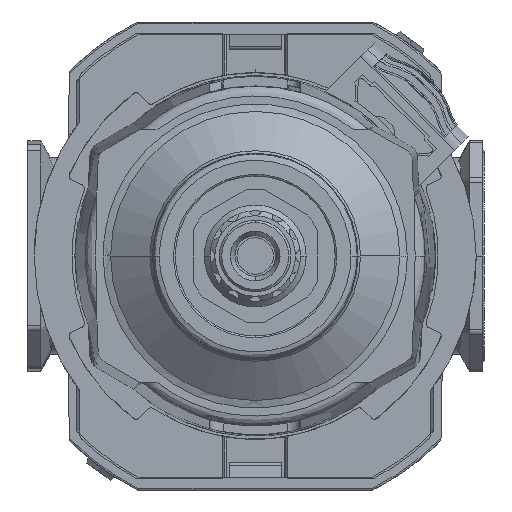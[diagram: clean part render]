
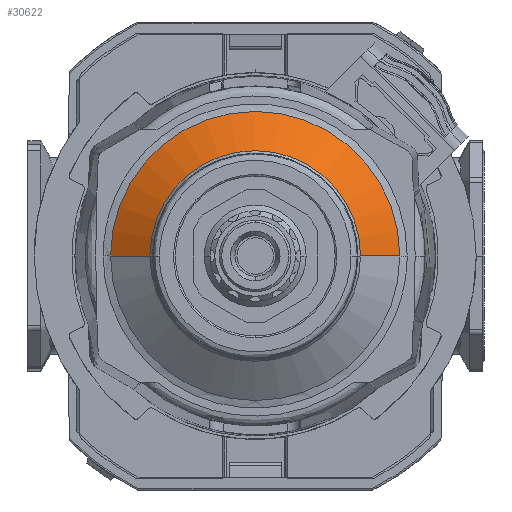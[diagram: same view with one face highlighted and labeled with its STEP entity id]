
A CAD part, front view. The second image highlights one B-rep face of the part: STEP entity #30622.
In plain terms, the highlighted conical face has half-angle 54.996 degrees and reference radius 22.24 mm.
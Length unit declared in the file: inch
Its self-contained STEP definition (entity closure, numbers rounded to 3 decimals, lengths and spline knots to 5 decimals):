
#36 = EDGE_CURVE ( 'NONE', #14030, #4597, #27015, .T. ) ;
#301 = CARTESIAN_POINT ( 'NONE',  ( -0.87558, -4.11661, 0. ) ) ;
#693 = LINE ( 'NONE', #301, #6955 ) ;
#1395 = CARTESIAN_POINT ( 'NONE',  ( 0., -4.11661, 0. ) ) ;
#1632 = EDGE_CURVE ( 'NONE', #28789, #26725, #18365, .T. ) ;
#2073 = CARTESIAN_POINT ( 'NONE',  ( 0., -4.28315, 0. ) ) ;
#2249 = CARTESIAN_POINT ( 'NONE',  ( -0.63777, -4.28315, 0. ) ) ;
#3507 = CONICAL_SURFACE ( 'NONE', #37421, 0.87558, 0.96 ) ;
#4597 = VERTEX_POINT ( 'NONE', #21433 ) ;
#5587 = AXIS2_PLACEMENT_3D ( 'NONE', #2073, #23559, #34980 ) ;
#6955 = VECTOR ( 'NONE', #27137, 39.37008 ) ;
#8189 = CARTESIAN_POINT ( 'NONE',  ( 0.87558, -4.11661, 0. ) ) ;
#9674 = LINE ( 'NONE', #12807, #10699 ) ;
#10325 = ORIENTED_EDGE ( 'NONE', *, *, #1632, .T. ) ;
#10699 = VECTOR ( 'NONE', #22071, 39.37008 ) ;
#11633 = FACE_OUTER_BOUND ( 'NONE', #21310, .T. ) ;
#12807 = CARTESIAN_POINT ( 'NONE',  ( 0.87558, -4.11661, 0. ) ) ;
#13421 = DIRECTION ( 'NONE',  ( 0., -1., 0. ) ) ;
#14030 = VERTEX_POINT ( 'NONE', #2249 ) ;
#15659 = EDGE_CURVE ( 'NONE', #14030, #26725, #693, .T. ) ;
#18365 = CIRCLE ( 'NONE', #28450, 0.87558 ) ;
#18390 = ORIENTED_EDGE ( 'NONE', *, *, #15659, .F. ) ;
#20681 = DIRECTION ( 'NONE',  ( -1., 0., 0. ) ) ;
#21310 = EDGE_LOOP ( 'NONE', ( #36756, #38816, #10325, #18390 ) ) ;
#21433 = CARTESIAN_POINT ( 'NONE',  ( 0.63777, -4.28315, 0. ) ) ;
#22071 = DIRECTION ( 'NONE',  ( 0.819, 0.574, 0. ) ) ;
#23559 = DIRECTION ( 'NONE',  ( 0., 1., 0. ) ) ;
#23642 = DIRECTION ( 'NONE',  ( 0., 1., 0. ) ) ;
#26725 = VERTEX_POINT ( 'NONE', #38142 ) ;
#27015 = CIRCLE ( 'NONE', #5587, 0.63777 ) ;
#27137 = DIRECTION ( 'NONE',  ( -0.819, 0.574, 0. ) ) ;
#28450 = AXIS2_PLACEMENT_3D ( 'NONE', #1395, #13421, #37461 ) ;
#28789 = VERTEX_POINT ( 'NONE', #8189 ) ;
#30622 = ADVANCED_FACE ( 'NONE', ( #11633 ), #3507, .T. ) ;
#32725 = CARTESIAN_POINT ( 'NONE',  ( 0., -4.11661, 0. ) ) ;
#34980 = DIRECTION ( 'NONE',  ( -1., 0., 0. ) ) ;
#36436 = EDGE_CURVE ( 'NONE', #4597, #28789, #9674, .T. ) ;
#36756 = ORIENTED_EDGE ( 'NONE', *, *, #36, .T. ) ;
#37421 = AXIS2_PLACEMENT_3D ( 'NONE', #32725, #23642, #20681 ) ;
#37461 = DIRECTION ( 'NONE',  ( 1., 0., 0. ) ) ;
#38142 = CARTESIAN_POINT ( 'NONE',  ( -0.87558, -4.11661, 0. ) ) ;
#38816 = ORIENTED_EDGE ( 'NONE', *, *, #36436, .T. ) ;
